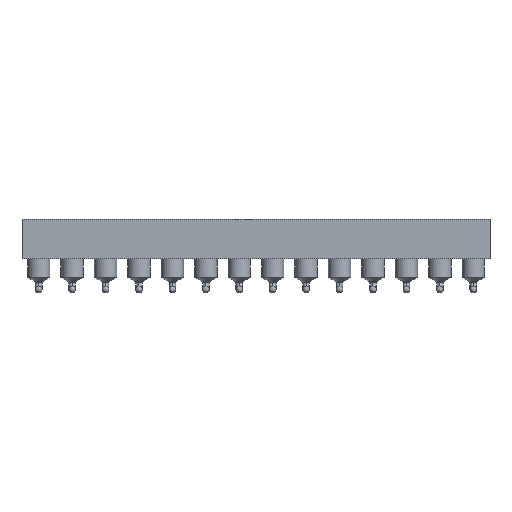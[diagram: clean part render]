
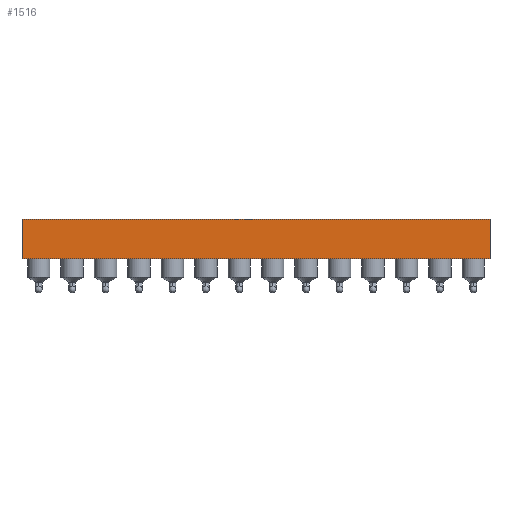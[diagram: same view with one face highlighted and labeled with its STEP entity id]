
A CAD part, front view. The second image highlights one B-rep face of the part: STEP entity #1516.
In plain terms, the highlighted planar face has unit normal (0, -1, 0).
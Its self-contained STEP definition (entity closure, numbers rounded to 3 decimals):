
#732 = CARTESIAN_POINT ( 'NONE',  ( 0., -5.08, 0. ) ) ;
#836 = CARTESIAN_POINT ( 'NONE',  ( 35.56, -5.08, 0. ) ) ;
#927 = ORIENTED_EDGE ( 'NONE', *, *, #4719, .T. ) ;
#1291 = EDGE_CURVE ( 'NONE', #19310, #11558, #19986, .T. ) ;
#1516 = ADVANCED_FACE ( 'NONE', ( #19402 ), #15812, .T. ) ;
#2432 = DIRECTION ( 'NONE',  ( 0., 0., -1. ) ) ;
#4327 = VECTOR ( 'NONE', #11651, 1000. ) ;
#4562 = CARTESIAN_POINT ( 'NONE',  ( 0., -5.08, -3. ) ) ;
#4596 = EDGE_CURVE ( 'NONE', #15376, #25083, #15001, .T. ) ;
#4719 = EDGE_CURVE ( 'NONE', #11558, #15376, #15634, .T. ) ;
#8780 = LINE ( 'NONE', #836, #22138 ) ;
#9667 = DIRECTION ( 'NONE',  ( 0., 0., -1. ) ) ;
#11152 = CARTESIAN_POINT ( 'NONE',  ( 17.78, -5.08, -3. ) ) ;
#11558 = VERTEX_POINT ( 'NONE', #25242 ) ;
#11651 = DIRECTION ( 'NONE',  ( -1., 0., 0. ) ) ;
#11684 = VECTOR ( 'NONE', #13129, 1000. ) ;
#11781 = CARTESIAN_POINT ( 'NONE',  ( 0., -5.08, 0. ) ) ;
#12095 = CARTESIAN_POINT ( 'NONE',  ( 35.56, -5.08, 0. ) ) ;
#13129 = DIRECTION ( 'NONE',  ( 1., 0., 0. ) ) ;
#13399 = CARTESIAN_POINT ( 'NONE',  ( 0., -5.08, 0. ) ) ;
#13941 = EDGE_LOOP ( 'NONE', ( #23698, #927, #24416, #23637 ) ) ;
#15001 = LINE ( 'NONE', #11152, #11684 ) ;
#15376 = VERTEX_POINT ( 'NONE', #4562 ) ;
#15634 = LINE ( 'NONE', #13399, #18425 ) ;
#15812 = PLANE ( 'NONE',  #20464 ) ;
#16691 = EDGE_CURVE ( 'NONE', #19310, #25083, #8780, .T. ) ;
#17418 = DIRECTION ( 'NONE',  ( 1., 0., 0. ) ) ;
#17541 = DIRECTION ( 'NONE',  ( 0., -1., 0. ) ) ;
#18425 = VECTOR ( 'NONE', #9667, 1000. ) ;
#19310 = VERTEX_POINT ( 'NONE', #12095 ) ;
#19402 = FACE_OUTER_BOUND ( 'NONE', #13941, .T. ) ;
#19986 = LINE ( 'NONE', #11781, #4327 ) ;
#20464 = AXIS2_PLACEMENT_3D ( 'NONE', #732, #17541, #17418 ) ;
#20805 = CARTESIAN_POINT ( 'NONE',  ( 35.56, -5.08, -3. ) ) ;
#22138 = VECTOR ( 'NONE', #2432, 1000. ) ;
#23637 = ORIENTED_EDGE ( 'NONE', *, *, #16691, .F. ) ;
#23698 = ORIENTED_EDGE ( 'NONE', *, *, #1291, .T. ) ;
#24416 = ORIENTED_EDGE ( 'NONE', *, *, #4596, .T. ) ;
#25083 = VERTEX_POINT ( 'NONE', #20805 ) ;
#25242 = CARTESIAN_POINT ( 'NONE',  ( 0., -5.08, 0. ) ) ;
